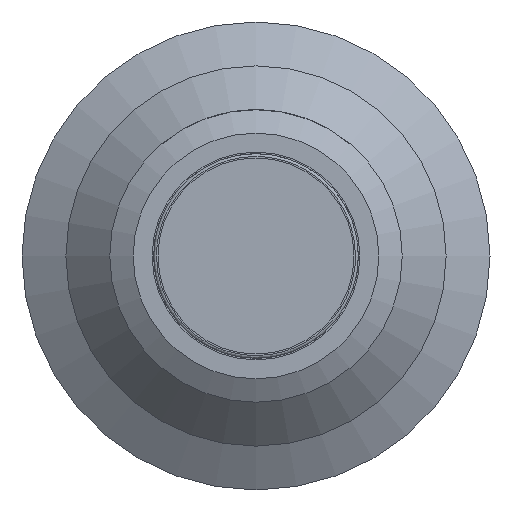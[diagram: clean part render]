
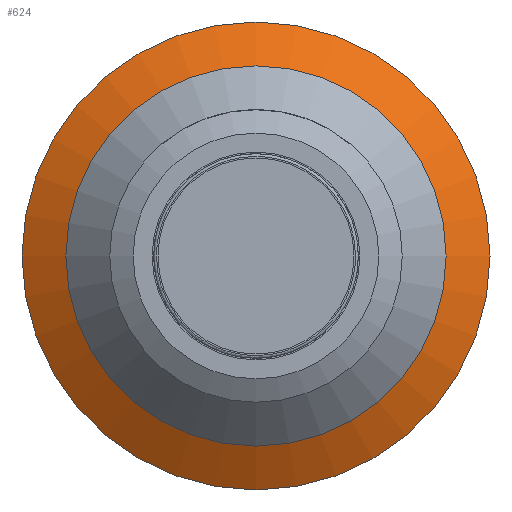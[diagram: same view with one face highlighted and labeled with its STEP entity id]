
A CAD part, front view. The second image highlights one B-rep face of the part: STEP entity #624.
In plain terms, the highlighted conical face has half-angle 60 degrees and reference radius 4 mm.
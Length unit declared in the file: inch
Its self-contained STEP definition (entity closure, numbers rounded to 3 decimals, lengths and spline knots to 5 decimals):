
#56 = AXIS2_PLACEMENT_3D ( 'NONE', #152, #918, #443 ) ;
#84 = VERTEX_POINT ( 'NONE', #1141 ) ;
#149 = EDGE_LOOP ( 'NONE', ( #299 ) ) ;
#152 = CARTESIAN_POINT ( 'NONE',  ( 0., 0.33201, 0. ) ) ;
#157 = FACE_BOUND ( 'NONE', #1112, .T. ) ;
#188 = EDGE_CURVE ( 'NONE', #84, #84, #969, .T. ) ;
#252 = AXIS2_PLACEMENT_3D ( 'NONE', #646, #1023, #368 ) ;
#263 = AXIS2_PLACEMENT_3D ( 'NONE', #1108, #1205, #556 ) ;
#299 = ORIENTED_EDGE ( 'NONE', *, *, #188, .T. ) ;
#343 = VERTEX_POINT ( 'NONE', #499 ) ;
#368 = DIRECTION ( 'NONE',  ( 0., 0., -1. ) ) ;
#443 = DIRECTION ( 'NONE',  ( 1., 0., 0. ) ) ;
#499 = CARTESIAN_POINT ( 'NONE',  ( 0., 0.31496, -0.12795 ) ) ;
#533 = ORIENTED_EDGE ( 'NONE', *, *, #1061, .F. ) ;
#556 = DIRECTION ( 'NONE',  ( 0., 0., 1. ) ) ;
#624 = ADVANCED_FACE ( 'NONE', ( #648, #157 ), #758, .T. ) ;
#646 = CARTESIAN_POINT ( 'NONE',  ( 0., 0.31496, 0. ) ) ;
#648 = FACE_OUTER_BOUND ( 'NONE', #149, .T. ) ;
#758 = CONICAL_SURFACE ( 'NONE', #263, 0.15748, 1.047 ) ;
#918 = DIRECTION ( 'NONE',  ( 0., -1., 0. ) ) ;
#965 = CIRCLE ( 'NONE', #252, 0.12795 ) ;
#969 = CIRCLE ( 'NONE', #56, 0.15748 ) ;
#1023 = DIRECTION ( 'NONE',  ( 0., -1., 0. ) ) ;
#1061 = EDGE_CURVE ( 'NONE', #343, #343, #965, .T. ) ;
#1108 = CARTESIAN_POINT ( 'NONE',  ( 0., 0.33201, 0. ) ) ;
#1112 = EDGE_LOOP ( 'NONE', ( #533 ) ) ;
#1141 = CARTESIAN_POINT ( 'NONE',  ( 0.15748, 0.33201, 0. ) ) ;
#1205 = DIRECTION ( 'NONE',  ( 0., 1., 0. ) ) ;
